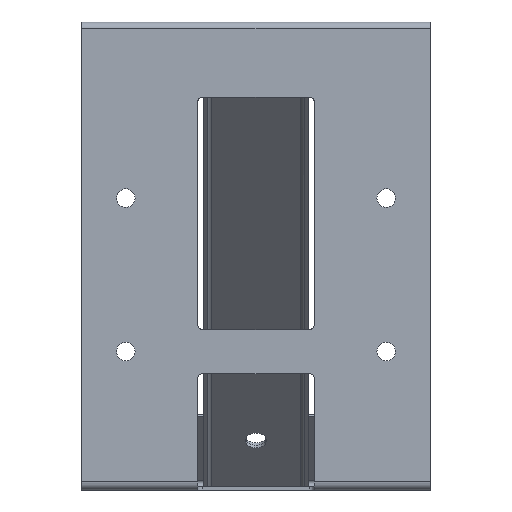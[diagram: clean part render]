
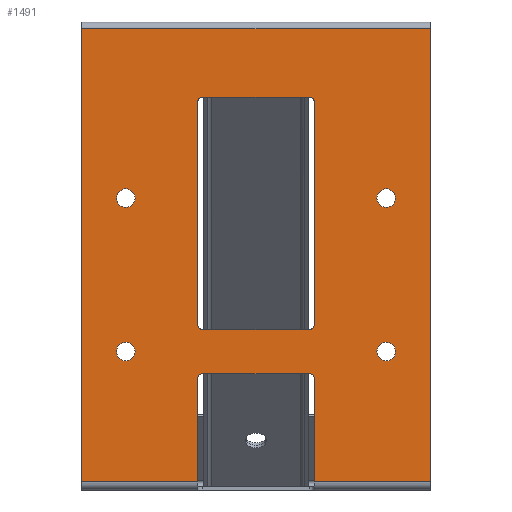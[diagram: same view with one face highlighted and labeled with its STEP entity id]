
A CAD part, front view. The second image highlights one B-rep face of the part: STEP entity #1491.
In plain terms, the highlighted planar face has unit normal (0, -1, 0).
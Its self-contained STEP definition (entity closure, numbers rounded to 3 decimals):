
#108=CIRCLE('',#1635,4.);
#109=CIRCLE('',#1636,4.);
#110=CIRCLE('',#1637,4.);
#111=CIRCLE('',#1638,4.);
#112=CIRCLE('',#1639,2.);
#113=CIRCLE('',#1640,2.);
#114=CIRCLE('',#1641,2.);
#115=CIRCLE('',#1642,2.);
#116=CIRCLE('',#1643,2.);
#117=CIRCLE('',#1644,2.);
#304=ORIENTED_EDGE('',*,*,#678,.F.);
#305=ORIENTED_EDGE('',*,*,#679,.F.);
#306=ORIENTED_EDGE('',*,*,#680,.F.);
#307=ORIENTED_EDGE('',*,*,#681,.F.);
#308=ORIENTED_EDGE('',*,*,#682,.T.);
#309=ORIENTED_EDGE('',*,*,#683,.T.);
#310=ORIENTED_EDGE('',*,*,#684,.T.);
#311=ORIENTED_EDGE('',*,*,#685,.T.);
#312=ORIENTED_EDGE('',*,*,#686,.T.);
#313=ORIENTED_EDGE('',*,*,#687,.T.);
#314=ORIENTED_EDGE('',*,*,#688,.T.);
#315=ORIENTED_EDGE('',*,*,#689,.T.);
#316=ORIENTED_EDGE('',*,*,#654,.T.);
#317=ORIENTED_EDGE('',*,*,#690,.T.);
#318=ORIENTED_EDGE('',*,*,#632,.T.);
#319=ORIENTED_EDGE('',*,*,#691,.T.);
#320=ORIENTED_EDGE('',*,*,#692,.F.);
#321=ORIENTED_EDGE('',*,*,#693,.T.);
#322=ORIENTED_EDGE('',*,*,#694,.T.);
#323=ORIENTED_EDGE('',*,*,#695,.T.);
#324=ORIENTED_EDGE('',*,*,#696,.F.);
#325=ORIENTED_EDGE('',*,*,#697,.T.);
#632=EDGE_CURVE('',#829,#828,#974,.T.);
#654=EDGE_CURVE('',#851,#850,#988,.T.);
#678=EDGE_CURVE('',#872,#872,#108,.T.);
#679=EDGE_CURVE('',#873,#873,#109,.T.);
#680=EDGE_CURVE('',#874,#874,#110,.T.);
#681=EDGE_CURVE('',#875,#875,#111,.T.);
#682=EDGE_CURVE('',#876,#877,#1000,.T.);
#683=EDGE_CURVE('',#877,#878,#112,.F.);
#684=EDGE_CURVE('',#878,#879,#1001,.T.);
#685=EDGE_CURVE('',#879,#880,#113,.F.);
#686=EDGE_CURVE('',#880,#881,#1002,.T.);
#687=EDGE_CURVE('',#881,#882,#114,.F.);
#688=EDGE_CURVE('',#882,#883,#1003,.T.);
#689=EDGE_CURVE('',#883,#876,#115,.F.);
#690=EDGE_CURVE('',#850,#829,#1004,.T.);
#691=EDGE_CURVE('',#828,#884,#1005,.T.);
#692=EDGE_CURVE('',#885,#884,#1006,.T.);
#693=EDGE_CURVE('',#885,#886,#116,.F.);
#694=EDGE_CURVE('',#886,#887,#1007,.T.);
#695=EDGE_CURVE('',#887,#888,#117,.F.);
#696=EDGE_CURVE('',#889,#888,#1008,.F.);
#697=EDGE_CURVE('',#889,#851,#1009,.T.);
#828=VERTEX_POINT('',#2309);
#829=VERTEX_POINT('',#2311);
#850=VERTEX_POINT('',#2354);
#851=VERTEX_POINT('',#2356);
#872=VERTEX_POINT('',#2403);
#873=VERTEX_POINT('',#2405);
#874=VERTEX_POINT('',#2407);
#875=VERTEX_POINT('',#2409);
#876=VERTEX_POINT('',#2411);
#877=VERTEX_POINT('',#2412);
#878=VERTEX_POINT('',#2414);
#879=VERTEX_POINT('',#2416);
#880=VERTEX_POINT('',#2418);
#881=VERTEX_POINT('',#2420);
#882=VERTEX_POINT('',#2422);
#883=VERTEX_POINT('',#2424);
#884=VERTEX_POINT('',#2428);
#885=VERTEX_POINT('',#2430);
#886=VERTEX_POINT('',#2432);
#887=VERTEX_POINT('',#2434);
#888=VERTEX_POINT('',#2436);
#889=VERTEX_POINT('',#2438);
#974=LINE('',#2310,#1102);
#988=LINE('',#2355,#1116);
#1000=LINE('',#2410,#1128);
#1001=LINE('',#2415,#1129);
#1002=LINE('',#2419,#1130);
#1003=LINE('',#2423,#1131);
#1004=LINE('',#2426,#1132);
#1005=LINE('',#2427,#1133);
#1006=LINE('',#2429,#1134);
#1007=LINE('',#2433,#1135);
#1008=LINE('',#2437,#1136);
#1009=LINE('',#2439,#1137);
#1102=VECTOR('',#1854,1000.);
#1116=VECTOR('',#1886,1000.);
#1128=VECTOR('',#1934,1000.);
#1129=VECTOR('',#1937,1000.);
#1130=VECTOR('',#1940,1000.);
#1131=VECTOR('',#1943,1000.);
#1132=VECTOR('',#1946,1000.);
#1133=VECTOR('',#1947,1000.);
#1134=VECTOR('',#1948,1000.);
#1135=VECTOR('',#1951,1000.);
#1136=VECTOR('',#1954,1000.);
#1137=VECTOR('',#1955,1000.);
#1228=EDGE_LOOP('',(#304));
#1229=EDGE_LOOP('',(#305));
#1230=EDGE_LOOP('',(#306));
#1231=EDGE_LOOP('',(#307));
#1232=EDGE_LOOP('',(#308,#309,#310,#311,#312,#313,#314,#315));
#1233=EDGE_LOOP('',(#316,#317,#318,#319,#320,#321,#322,#323,#324,#325));
#1346=FACE_BOUND('',#1228,.T.);
#1347=FACE_BOUND('',#1229,.T.);
#1348=FACE_BOUND('',#1230,.T.);
#1349=FACE_BOUND('',#1231,.T.);
#1350=FACE_BOUND('',#1232,.T.);
#1351=FACE_BOUND('',#1233,.T.);
#1447=PLANE('',#1634);
#1491=ADVANCED_FACE('',(#1346,#1347,#1348,#1349,#1350,#1351),#1447,.T.);
#1634=AXIS2_PLACEMENT_3D('',#2401,#1924,#1925);
#1635=AXIS2_PLACEMENT_3D('',#2402,#1926,#1927);
#1636=AXIS2_PLACEMENT_3D('',#2404,#1928,#1929);
#1637=AXIS2_PLACEMENT_3D('',#2406,#1930,#1931);
#1638=AXIS2_PLACEMENT_3D('',#2408,#1932,#1933);
#1639=AXIS2_PLACEMENT_3D('',#2413,#1935,#1936);
#1640=AXIS2_PLACEMENT_3D('',#2417,#1938,#1939);
#1641=AXIS2_PLACEMENT_3D('',#2421,#1941,#1942);
#1642=AXIS2_PLACEMENT_3D('',#2425,#1944,#1945);
#1643=AXIS2_PLACEMENT_3D('',#2431,#1949,#1950);
#1644=AXIS2_PLACEMENT_3D('',#2435,#1952,#1953);
#1854=DIRECTION('',(0.,0.,-1.));
#1886=DIRECTION('',(0.,0.,1.));
#1924=DIRECTION('',(0.,-1.,0.));
#1925=DIRECTION('',(0.,0.,-1.));
#1926=DIRECTION('',(0.,-1.,0.));
#1927=DIRECTION('',(0.,0.,1.));
#1928=DIRECTION('',(0.,-1.,0.));
#1929=DIRECTION('',(0.,0.,1.));
#1930=DIRECTION('',(0.,-1.,0.));
#1931=DIRECTION('',(0.,0.,1.));
#1932=DIRECTION('',(0.,-1.,0.));
#1933=DIRECTION('',(0.,0.,1.));
#1934=DIRECTION('',(0.,0.,1.));
#1935=DIRECTION('',(0.,-1.,0.));
#1936=DIRECTION('',(0.,0.,-1.));
#1937=DIRECTION('',(1.,0.,0.));
#1938=DIRECTION('',(0.,-1.,0.));
#1939=DIRECTION('',(0.,0.,-1.));
#1940=DIRECTION('',(0.,0.,-1.));
#1941=DIRECTION('',(0.,-1.,0.));
#1942=DIRECTION('',(0.,0.,-1.));
#1943=DIRECTION('',(-1.,0.,0.));
#1944=DIRECTION('',(0.,-1.,0.));
#1945=DIRECTION('',(0.,0.,-1.));
#1946=DIRECTION('',(-1.,0.,0.));
#1947=DIRECTION('',(1.,0.,0.));
#1948=DIRECTION('',(0.,0.,-1.));
#1949=DIRECTION('',(0.,-1.,0.));
#1950=DIRECTION('',(0.,0.,-1.));
#1951=DIRECTION('',(1.,0.,0.));
#1952=DIRECTION('',(0.,-1.,0.));
#1953=DIRECTION('',(0.,0.,-1.));
#1954=DIRECTION('',(0.,0.,-1.));
#1955=DIRECTION('',(1.,0.,0.));
#2309=CARTESIAN_POINT('',(-75.,-1.5,-26.5));
#2310=CARTESIAN_POINT('',(-75.,-1.5,174.));
#2311=CARTESIAN_POINT('',(-75.,-1.5,168.257));
#2354=CARTESIAN_POINT('',(75.,-1.5,168.257));
#2355=CARTESIAN_POINT('',(75.,-1.5,-30.));
#2356=CARTESIAN_POINT('',(75.,-1.5,-26.5));
#2401=CARTESIAN_POINT('',(0.,-1.5,0.));
#2402=CARTESIAN_POINT('',(56.,-1.5,29.5));
#2403=CARTESIAN_POINT('',(56.,-1.5,33.5));
#2404=CARTESIAN_POINT('',(56.,-1.5,95.5));
#2405=CARTESIAN_POINT('',(56.,-1.5,99.5));
#2406=CARTESIAN_POINT('',(-56.,-1.5,95.5));
#2407=CARTESIAN_POINT('',(-56.,-1.5,99.5));
#2408=CARTESIAN_POINT('',(-56.,-1.5,29.5));
#2409=CARTESIAN_POINT('',(-56.,-1.5,33.5));
#2410=CARTESIAN_POINT('',(-25.,-1.5,39.));
#2411=CARTESIAN_POINT('',(-25.,-1.5,41.));
#2412=CARTESIAN_POINT('',(-25.,-1.5,137.));
#2413=CARTESIAN_POINT('',(-23.,-1.5,137.));
#2414=CARTESIAN_POINT('',(-23.,-1.5,139.));
#2415=CARTESIAN_POINT('',(-25.,-1.5,139.));
#2416=CARTESIAN_POINT('',(23.,-1.5,139.));
#2417=CARTESIAN_POINT('',(23.,-1.5,137.));
#2418=CARTESIAN_POINT('',(25.,-1.5,137.));
#2419=CARTESIAN_POINT('',(25.,-1.5,39.));
#2420=CARTESIAN_POINT('',(25.,-1.5,41.));
#2421=CARTESIAN_POINT('',(23.,-1.5,41.));
#2422=CARTESIAN_POINT('',(23.,-1.5,39.));
#2423=CARTESIAN_POINT('',(25.,-1.5,39.));
#2424=CARTESIAN_POINT('',(-23.,-1.5,39.));
#2425=CARTESIAN_POINT('',(-23.,-1.5,41.));
#2426=CARTESIAN_POINT('',(75.,-1.5,168.257));
#2427=CARTESIAN_POINT('',(-75.,-1.5,-26.5));
#2428=CARTESIAN_POINT('',(-25.,-1.5,-26.5));
#2429=CARTESIAN_POINT('',(-25.,-1.5,0.));
#2430=CARTESIAN_POINT('',(-25.,-1.5,18.));
#2431=CARTESIAN_POINT('',(-23.,-1.5,18.));
#2432=CARTESIAN_POINT('',(-23.,-1.5,20.));
#2433=CARTESIAN_POINT('',(0.,-1.5,20.));
#2434=CARTESIAN_POINT('',(23.,-1.5,20.));
#2435=CARTESIAN_POINT('',(23.,-1.5,18.));
#2436=CARTESIAN_POINT('',(25.,-1.5,18.));
#2437=CARTESIAN_POINT('',(25.,-1.5,0.));
#2438=CARTESIAN_POINT('',(25.,-1.5,-26.5));
#2439=CARTESIAN_POINT('',(-75.,-1.5,-26.5));
